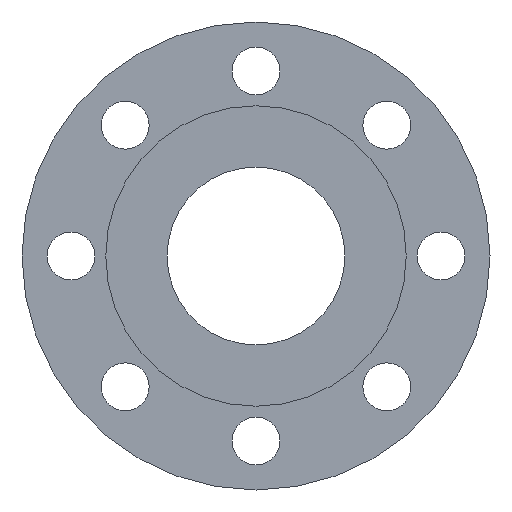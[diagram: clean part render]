
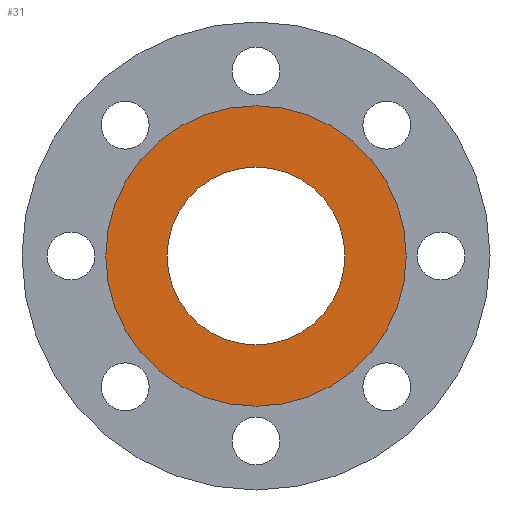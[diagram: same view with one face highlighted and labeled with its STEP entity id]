
A CAD part, front view. The second image highlights one B-rep face of the part: STEP entity #31.
In plain terms, the highlighted planar face has unit normal (0, -1, 0).
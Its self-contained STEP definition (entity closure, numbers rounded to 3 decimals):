
#20 = CARTESIAN_POINT ( 'NONE',  ( 0., 0., 0. ) ) ;
#25 = VERTEX_POINT ( 'NONE', #1101 ) ;
#28 = CIRCLE ( 'NONE', #983, 69. ) ;
#31 = ADVANCED_FACE ( 'NONE', ( #584, #763 ), #745, .T. ) ;
#74 = ORIENTED_EDGE ( 'NONE', *, *, #353, .T. ) ;
#92 = CARTESIAN_POINT ( 'NONE',  ( 0., 0., 0. ) ) ;
#157 = CIRCLE ( 'NONE', #408, 40.85 ) ;
#166 = EDGE_LOOP ( 'NONE', ( #474, #74 ) ) ;
#219 = CARTESIAN_POINT ( 'NONE',  ( 0., 0., -40.85 ) ) ;
#231 = EDGE_LOOP ( 'NONE', ( #673, #961 ) ) ;
#315 = AXIS2_PLACEMENT_3D ( 'NONE', #92, #797, #607 ) ;
#344 = CARTESIAN_POINT ( 'NONE',  ( 0., 0., 40.85 ) ) ;
#353 = EDGE_CURVE ( 'NONE', #806, #511, #788, .T. ) ;
#368 = DIRECTION ( 'NONE',  ( 0., 0., 1. ) ) ;
#371 = DIRECTION ( 'NONE',  ( 0., 1., 0. ) ) ;
#378 = DIRECTION ( 'NONE',  ( 0., 1., 0. ) ) ;
#408 = AXIS2_PLACEMENT_3D ( 'NONE', #705, #550, #882 ) ;
#474 = ORIENTED_EDGE ( 'NONE', *, *, #812, .T. ) ;
#511 = VERTEX_POINT ( 'NONE', #1073 ) ;
#537 = CARTESIAN_POINT ( 'NONE',  ( 0., 0., -69. ) ) ;
#550 = DIRECTION ( 'NONE',  ( 0., 1., 0. ) ) ;
#584 = FACE_BOUND ( 'NONE', #166, .T. ) ;
#607 = DIRECTION ( 'NONE',  ( 0., 0., 1. ) ) ;
#673 = ORIENTED_EDGE ( 'NONE', *, *, #963, .F. ) ;
#700 = DIRECTION ( 'NONE',  ( 0., 0., 1. ) ) ;
#705 = CARTESIAN_POINT ( 'NONE',  ( 0., 0., 0. ) ) ;
#740 = DIRECTION ( 'NONE',  ( 0., -1., 0. ) ) ;
#745 = PLANE ( 'NONE',  #767 ) ;
#763 = FACE_OUTER_BOUND ( 'NONE', #231, .T. ) ;
#767 = AXIS2_PLACEMENT_3D ( 'NONE', #344, #740, #835 ) ;
#775 = AXIS2_PLACEMENT_3D ( 'NONE', #20, #378, #368 ) ;
#788 = CIRCLE ( 'NONE', #315, 40.85 ) ;
#797 = DIRECTION ( 'NONE',  ( 0., 1., 0. ) ) ;
#806 = VERTEX_POINT ( 'NONE', #219 ) ;
#812 = EDGE_CURVE ( 'NONE', #511, #806, #157, .T. ) ;
#814 = EDGE_CURVE ( 'NONE', #999, #25, #967, .T. ) ;
#835 = DIRECTION ( 'NONE',  ( 0., 0., -1. ) ) ;
#882 = DIRECTION ( 'NONE',  ( 0., 0., 1. ) ) ;
#946 = CARTESIAN_POINT ( 'NONE',  ( 0., 0., 0. ) ) ;
#961 = ORIENTED_EDGE ( 'NONE', *, *, #814, .F. ) ;
#963 = EDGE_CURVE ( 'NONE', #25, #999, #28, .T. ) ;
#967 = CIRCLE ( 'NONE', #775, 69. ) ;
#983 = AXIS2_PLACEMENT_3D ( 'NONE', #946, #371, #700 ) ;
#999 = VERTEX_POINT ( 'NONE', #537 ) ;
#1073 = CARTESIAN_POINT ( 'NONE',  ( 0., 0., 40.85 ) ) ;
#1101 = CARTESIAN_POINT ( 'NONE',  ( 0., 0., 69. ) ) ;
